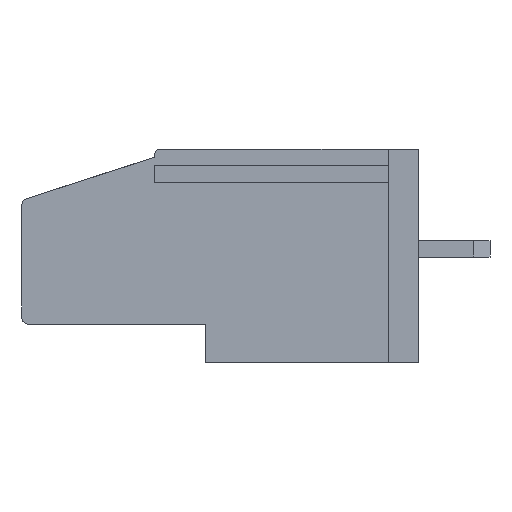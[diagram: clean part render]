
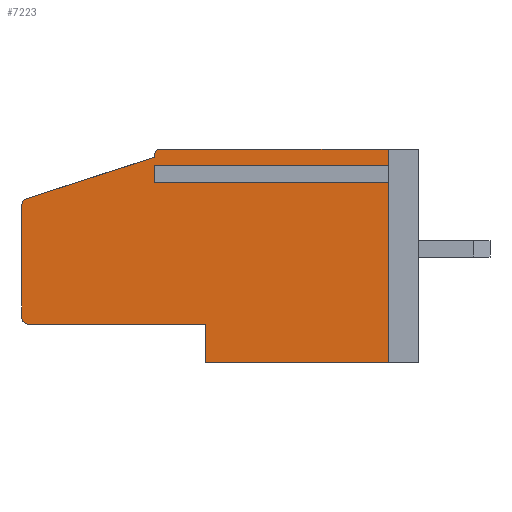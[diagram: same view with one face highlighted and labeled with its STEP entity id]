
A CAD part, left-side view. The second image highlights one B-rep face of the part: STEP entity #7223.
In plain terms, the highlighted planar face has unit normal (-1, 0, 0).
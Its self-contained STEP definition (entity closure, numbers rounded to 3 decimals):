
#366 = CARTESIAN_POINT ( 'NONE',  ( 0., 1.5, 10.5 ) ) ;
#687 = AXIS2_PLACEMENT_3D ( 'NONE', #19687, #22546, #2240 ) ;
#1051 = VECTOR ( 'NONE', #24041, 1000. ) ;
#1385 = VERTEX_POINT ( 'NONE', #6897 ) ;
#1498 = CARTESIAN_POINT ( 'NONE',  ( 0., 1.5, 10.5 ) ) ;
#1511 = EDGE_CURVE ( 'NONE', #25018, #28724, #17988, .T. ) ;
#1829 = EDGE_CURVE ( 'NONE', #35382, #5900, #32846, .T. ) ;
#2193 = ORIENTED_EDGE ( 'NONE', *, *, #36180, .T. ) ;
#2240 = DIRECTION ( 'NONE',  ( 0., 0., -1. ) ) ;
#2498 = CARTESIAN_POINT ( 'NONE',  ( 0., 12.7, 10.2 ) ) ;
#2968 = DIRECTION ( 'NONE',  ( 0., -1., 0. ) ) ;
#5285 = CIRCLE ( 'NONE', #17560, 0.3 ) ;
#5747 = EDGE_CURVE ( 'NONE', #28925, #35382, #20966, .T. ) ;
#5796 = CARTESIAN_POINT ( 'NONE',  ( 0., 19.5, 10.5 ) ) ;
#5900 = VERTEX_POINT ( 'NONE', #31438 ) ;
#6897 = CARTESIAN_POINT ( 'NONE',  ( 0., 12.7, 10.5 ) ) ;
#7199 = DIRECTION ( 'NONE',  ( 0., 1., 0. ) ) ;
#7223 = ADVANCED_FACE ( 'NONE', ( #31642 ), #29152, .F. ) ;
#7448 = EDGE_CURVE ( 'NONE', #27846, #32820, #25251, .T. ) ;
#7692 = VECTOR ( 'NONE', #7199, 1000. ) ;
#7812 = DIRECTION ( 'NONE',  ( 0., 0., -1. ) ) ;
#7954 = LINE ( 'NONE', #13143, #7692 ) ;
#8403 = CARTESIAN_POINT ( 'NONE',  ( 0., 19.5, 10.5 ) ) ;
#8474 = EDGE_CURVE ( 'NONE', #27846, #34740, #5285, .T. ) ;
#8597 = CARTESIAN_POINT ( 'NONE',  ( 0., 10.5, 1.9 ) ) ;
#8784 = CARTESIAN_POINT ( 'NONE',  ( 0., 19.5, 0. ) ) ;
#9790 = EDGE_CURVE ( 'NONE', #16835, #16025, #20674, .T. ) ;
#9847 = ORIENTED_EDGE ( 'NONE', *, *, #8474, .T. ) ;
#10108 = VECTOR ( 'NONE', #7812, 1000. ) ;
#10490 = EDGE_CURVE ( 'NONE', #28724, #16025, #34056, .T. ) ;
#10616 = CARTESIAN_POINT ( 'NONE',  ( 0., 13., 9.098 ) ) ;
#10758 = EDGE_CURVE ( 'NONE', #29478, #34740, #7954, .T. ) ;
#11421 = CARTESIAN_POINT ( 'NONE',  ( 0., 19.5, 2.2 ) ) ;
#11461 = CARTESIAN_POINT ( 'NONE',  ( 0., 10.5, 0. ) ) ;
#11632 = DIRECTION ( 'NONE',  ( 0., 0., -1. ) ) ;
#12160 = CARTESIAN_POINT ( 'NONE',  ( 0., 19.5, 10.5 ) ) ;
#12204 = ORIENTED_EDGE ( 'NONE', *, *, #32774, .T. ) ;
#12220 = CARTESIAN_POINT ( 'NONE',  ( 0., 13., 9.098 ) ) ;
#12834 = ORIENTED_EDGE ( 'NONE', *, *, #22681, .F. ) ;
#13143 = CARTESIAN_POINT ( 'NONE',  ( 0., 19.5, 1.9 ) ) ;
#13834 = CARTESIAN_POINT ( 'NONE',  ( 0., 10.5, 1.9 ) ) ;
#14480 = VECTOR ( 'NONE', #22947, 1000. ) ;
#14528 = DIRECTION ( 'NONE',  ( 0., -1., 0. ) ) ;
#14594 = CARTESIAN_POINT ( 'NONE',  ( 0., 13., 9.502 ) ) ;
#14814 = VECTOR ( 'NONE', #35441, 1000. ) ;
#15544 = CARTESIAN_POINT ( 'NONE',  ( 0., 1.5, 9.502 ) ) ;
#15690 = DIRECTION ( 'NONE',  ( 0., 0., -1. ) ) ;
#16025 = VERTEX_POINT ( 'NONE', #33857 ) ;
#16835 = VERTEX_POINT ( 'NONE', #11461 ) ;
#17485 = DIRECTION ( 'NONE',  ( 1., 0., 0. ) ) ;
#17554 = LINE ( 'NONE', #12160, #19703 ) ;
#17560 = AXIS2_PLACEMENT_3D ( 'NONE', #30054, #20895, #15690 ) ;
#17928 = LINE ( 'NONE', #21177, #37254 ) ;
#17988 = LINE ( 'NONE', #12220, #29787 ) ;
#19687 = CARTESIAN_POINT ( 'NONE',  ( 0., 19.2, 7.782 ) ) ;
#19703 = VECTOR ( 'NONE', #2968, 1000. ) ;
#20217 = ORIENTED_EDGE ( 'NONE', *, *, #22400, .F. ) ;
#20236 = ORIENTED_EDGE ( 'NONE', *, *, #30890, .T. ) ;
#20674 = LINE ( 'NONE', #8784, #24237 ) ;
#20895 = DIRECTION ( 'NONE',  ( -1., 0., 0. ) ) ;
#20966 = LINE ( 'NONE', #29749, #35321 ) ;
#21177 = CARTESIAN_POINT ( 'NONE',  ( 0., 13., 9.502 ) ) ;
#21201 = VERTEX_POINT ( 'NONE', #15544 ) ;
#21562 = EDGE_LOOP ( 'NONE', ( #29631, #9847, #28055, #20217, #32058, #27580, #34552, #27697, #2193, #26602, #12834, #20236, #31232, #28052, #12204 ) ) ;
#22400 = EDGE_CURVE ( 'NONE', #16835, #29478, #34846, .T. ) ;
#22546 = DIRECTION ( 'NONE',  ( -1., 0., 0. ) ) ;
#22681 = EDGE_CURVE ( 'NONE', #1385, #29553, #17554, .T. ) ;
#22835 = DIRECTION ( 'NONE',  ( 0., 0., -1. ) ) ;
#22947 = DIRECTION ( 'NONE',  ( 0., 0., 1. ) ) ;
#23862 = CARTESIAN_POINT ( 'NONE',  ( 0., 13., 9.502 ) ) ;
#23898 = DIRECTION ( 'NONE',  ( 0., -1., 0. ) ) ;
#24041 = DIRECTION ( 'NONE',  ( 0., 0., 1. ) ) ;
#24236 = CARTESIAN_POINT ( 'NONE',  ( 0., 13., 10.1 ) ) ;
#24237 = VECTOR ( 'NONE', #14528, 1000. ) ;
#25018 = VERTEX_POINT ( 'NONE', #10616 ) ;
#25251 = LINE ( 'NONE', #8403, #14480 ) ;
#25505 = DIRECTION ( 'NONE',  ( -1., 0., 0. ) ) ;
#25778 = VECTOR ( 'NONE', #31556, 1000. ) ;
#26543 = LINE ( 'NONE', #23862, #29110 ) ;
#26602 = ORIENTED_EDGE ( 'NONE', *, *, #33419, .F. ) ;
#26863 = DIRECTION ( 'NONE',  ( 0., -0.952, 0.307 ) ) ;
#26897 = DIRECTION ( 'NONE',  ( 0., -1., 0. ) ) ;
#27187 = CARTESIAN_POINT ( 'NONE',  ( 0., 13., 10.1 ) ) ;
#27580 = ORIENTED_EDGE ( 'NONE', *, *, #10490, .F. ) ;
#27697 = ORIENTED_EDGE ( 'NONE', *, *, #37873, .F. ) ;
#27846 = VERTEX_POINT ( 'NONE', #11421 ) ;
#27932 = AXIS2_PLACEMENT_3D ( 'NONE', #5796, #17485, #22835 ) ;
#28052 = ORIENTED_EDGE ( 'NONE', *, *, #5747, .F. ) ;
#28055 = ORIENTED_EDGE ( 'NONE', *, *, #10758, .F. ) ;
#28530 = VERTEX_POINT ( 'NONE', #14594 ) ;
#28724 = VERTEX_POINT ( 'NONE', #34107 ) ;
#28925 = VERTEX_POINT ( 'NONE', #32163 ) ;
#29110 = VECTOR ( 'NONE', #11632, 1000. ) ;
#29152 = PLANE ( 'NONE',  #27932 ) ;
#29478 = VERTEX_POINT ( 'NONE', #13834 ) ;
#29553 = VERTEX_POINT ( 'NONE', #34608 ) ;
#29631 = ORIENTED_EDGE ( 'NONE', *, *, #7448, .F. ) ;
#29749 = CARTESIAN_POINT ( 'NONE',  ( 0., 19.5, 8. ) ) ;
#29787 = VECTOR ( 'NONE', #23898, 1000. ) ;
#30054 = CARTESIAN_POINT ( 'NONE',  ( 0., 19.2, 2.2 ) ) ;
#30334 = CIRCLE ( 'NONE', #35249, 0.3 ) ;
#30890 = EDGE_CURVE ( 'NONE', #1385, #5900, #30334, .T. ) ;
#31232 = ORIENTED_EDGE ( 'NONE', *, *, #1829, .F. ) ;
#31245 = DIRECTION ( 'NONE',  ( 0., 0., -1. ) ) ;
#31438 = CARTESIAN_POINT ( 'NONE',  ( 0., 13., 10.2 ) ) ;
#31556 = DIRECTION ( 'NONE',  ( 0., 0., 1. ) ) ;
#31642 = FACE_OUTER_BOUND ( 'NONE', #21562, .T. ) ;
#32058 = ORIENTED_EDGE ( 'NONE', *, *, #9790, .T. ) ;
#32163 = CARTESIAN_POINT ( 'NONE',  ( 0., 19.292, 8.067 ) ) ;
#32345 = LINE ( 'NONE', #366, #14814 ) ;
#32774 = EDGE_CURVE ( 'NONE', #28925, #32820, #33725, .T. ) ;
#32820 = VERTEX_POINT ( 'NONE', #34047 ) ;
#32846 = LINE ( 'NONE', #24236, #1051 ) ;
#33419 = EDGE_CURVE ( 'NONE', #29553, #21201, #32345, .T. ) ;
#33725 = CIRCLE ( 'NONE', #687, 0.3 ) ;
#33857 = CARTESIAN_POINT ( 'NONE',  ( 0., 1.5, 0. ) ) ;
#34047 = CARTESIAN_POINT ( 'NONE',  ( 0., 19.5, 7.782 ) ) ;
#34056 = LINE ( 'NONE', #1498, #10108 ) ;
#34107 = CARTESIAN_POINT ( 'NONE',  ( 0., 1.5, 9.098 ) ) ;
#34552 = ORIENTED_EDGE ( 'NONE', *, *, #1511, .F. ) ;
#34608 = CARTESIAN_POINT ( 'NONE',  ( 0., 1.5, 10.5 ) ) ;
#34740 = VERTEX_POINT ( 'NONE', #37678 ) ;
#34846 = LINE ( 'NONE', #8597, #25778 ) ;
#35249 = AXIS2_PLACEMENT_3D ( 'NONE', #2498, #25505, #31245 ) ;
#35321 = VECTOR ( 'NONE', #26863, 1000. ) ;
#35382 = VERTEX_POINT ( 'NONE', #27187 ) ;
#35441 = DIRECTION ( 'NONE',  ( 0., 0., -1. ) ) ;
#36180 = EDGE_CURVE ( 'NONE', #28530, #21201, #17928, .T. ) ;
#37254 = VECTOR ( 'NONE', #26897, 1000. ) ;
#37678 = CARTESIAN_POINT ( 'NONE',  ( 0., 19.2, 1.9 ) ) ;
#37873 = EDGE_CURVE ( 'NONE', #28530, #25018, #26543, .T. ) ;
